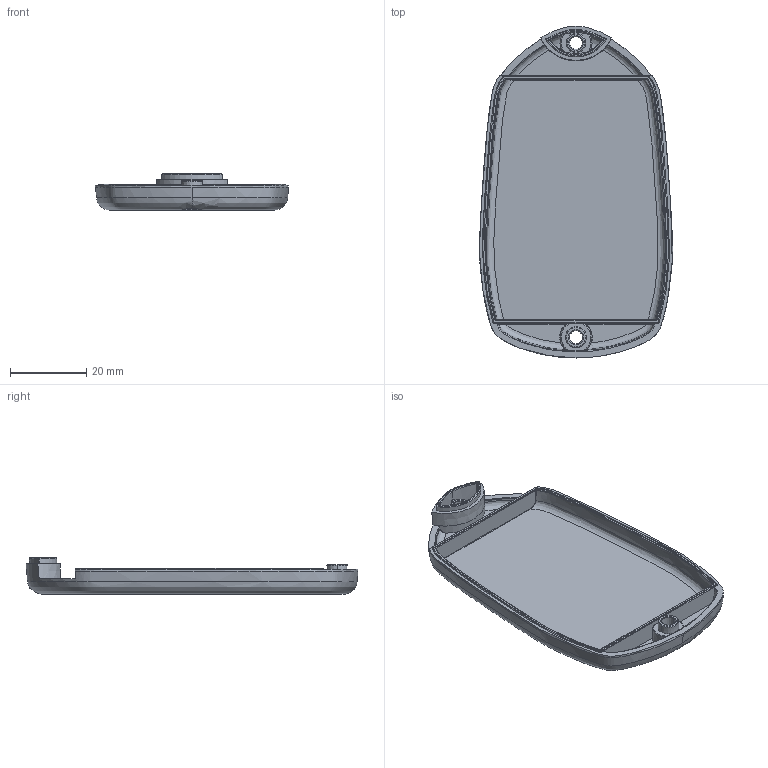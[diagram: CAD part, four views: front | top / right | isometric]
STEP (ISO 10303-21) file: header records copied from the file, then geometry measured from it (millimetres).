
FILE_DESCRIPTION (( 'STEP AP214' ), '1' );
FILE_NAME ('02-Node-Battery-V3-B.STEP', '2016-02-11T10:20:51', ( '' ), ( '' ), 'SwSTEP 2.0', 'SolidWorks 2015', '' );
FILE_SCHEMA (( 'AUTOMOTIVE_DESIGN' ));
Length unit declared in the file: millimetre
Products named in the file (1): 02-Node-Battery-V3-B
Bounding box: 50.64 x 87.03 x 9.5 mm (x, y, z)
Volume: 7581.3 mm3; surface area: 10723 mm2
Topology: 1 solids, 1 shells, 208 faces, 554 edges, 353 vertices
Faces by surface type: bspline 96, plane 36, torus 30, cone 23, cylinder 20, sphere 3
Entity records: 14694 total; most frequent: CARTESIAN_POINT 10284, ORIENTED_EDGE 1108, DIRECTION 665, EDGE_CURVE 554, VERTEX_POINT 353, AXIS2_PLACEMENT_3D 293, B_SPLINE_CURVE_WITH_KNOTS 283, EDGE_LOOP 217
